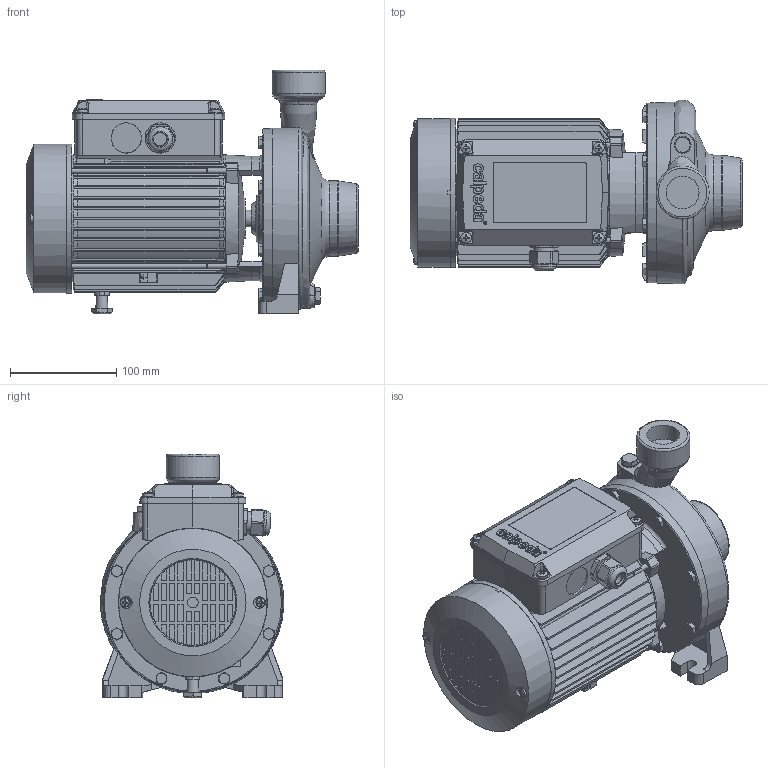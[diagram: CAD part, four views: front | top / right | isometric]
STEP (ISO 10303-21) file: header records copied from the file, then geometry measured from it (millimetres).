
FILE_DESCRIPTION(('STEP AP214'),'2;1');
FILE_NAME('4_93_492_11_REV01.stp','2018-01-16T14:54:39',(''),(''),'2016.1.120','THINKDESIGN','');
FILE_SCHEMA(('AUTOMOTIVE_DESIGN'));
Bounding box: 313 x 173.28 x 230 mm (x, y, z)
Volume: 4574527.7 mm3; surface area: 449011.4 mm2
Topology: 16 solids, 16 shells, 1255 faces, 3411 edges, 2279 vertices
Faces by surface type: plane 738, bspline 325, cylinder 192
Full cylindrical faces by diameter (mm): 2.7 x1, 3 x1, 4.36 x4, 5 x12, 6 x16, 8 x2, 8.4 x2, 9.728 x2, 10 x5, 13.25 x1, 14 x2, 14.66 x1, 15.5 x1, 16 x2, 18.06 x1, 18.16 x1, 20 x1, 20.1 x1, 20.5 x1, 23 x1, 28.5 x3, 31 x1, 45 x1, 50 x1, 71 x1, 115 x1, 120 x2, 140 x1, 140.5 x1
Entity records: 102157 total; most frequent: CARTESIAN_POINT 60722, ORIENTED_EDGE 6790, DIRECTION 5409, EDGE_CURVE 3395, VERTEX_POINT 2280, VECTOR 1937, LINE 1937, AXIS2_PLACEMENT_3D 1736
